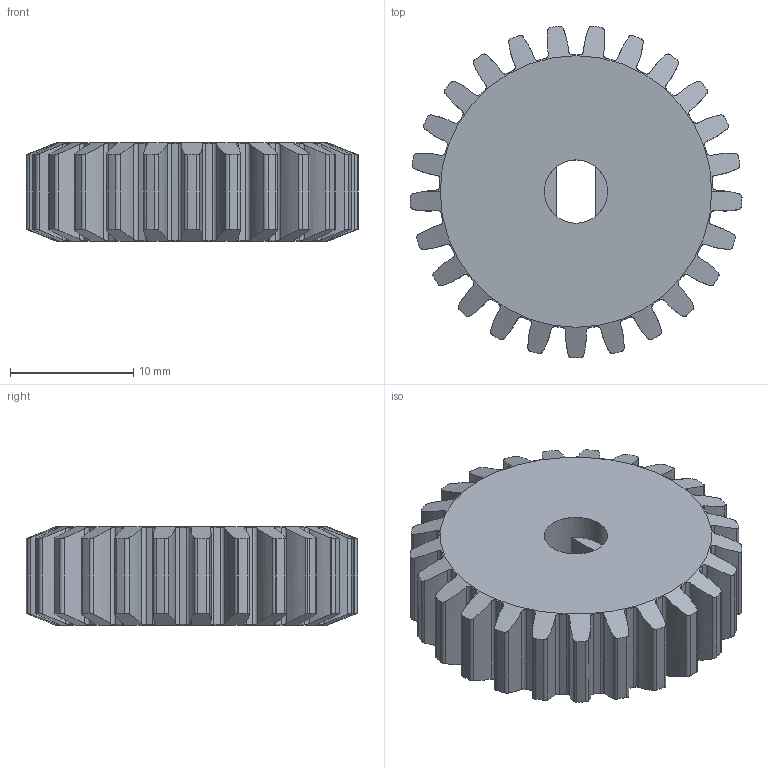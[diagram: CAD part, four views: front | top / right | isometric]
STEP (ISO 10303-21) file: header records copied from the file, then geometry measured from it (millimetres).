
FILE_DESCRIPTION (( 'STEP AP214' ), '1' );
FILE_NAME ('Light Motor Gear.STEP', '2021-04-19T14:14:14', ( '' ), ( '' ), 'SwSTEP 2.0', 'SolidWorks 2019', '' );
FILE_SCHEMA (( 'AUTOMOTIVE_DESIGN' ));
Length unit declared in the file: millimetre
Products named in the file (1): Light Motor Gear
Bounding box: 26.98 x 26.93 x 8 mm (x, y, z)
Volume: 3620.7 mm3; surface area: 2255.3 mm2
Topology: 1 solids, 1 shells, 238 faces, 708 edges, 472 vertices
Faces by surface type: cylinder 228, plane 6, cone 4
Entity records: 8676 total; most frequent: CARTESIAN_POINT 2845, ORIENTED_EDGE 1416, DIRECTION 942, EDGE_CURVE 708, VERTEX_POINT 472, B_SPLINE_CURVE_WITH_KNOTS 356, AXIS2_PLACEMENT_3D 351, VECTOR 240
